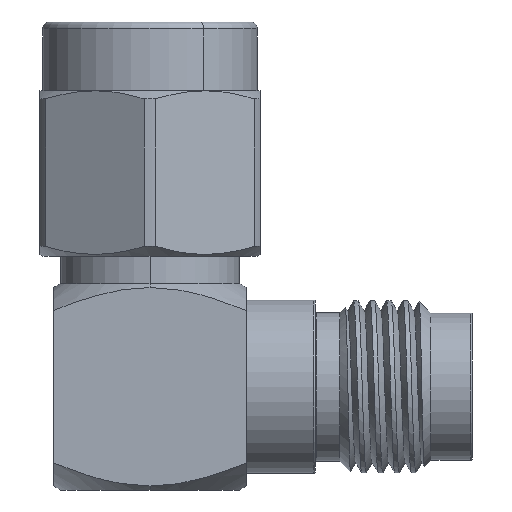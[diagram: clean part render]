
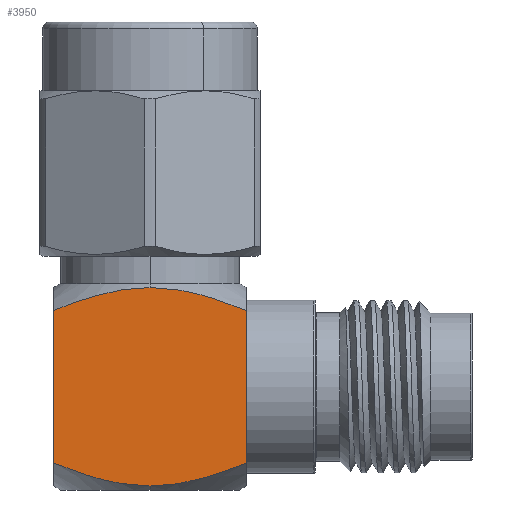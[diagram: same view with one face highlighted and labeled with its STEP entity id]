
A CAD part, left-side view. The second image highlights one B-rep face of the part: STEP entity #3950.
In plain terms, the highlighted planar face has unit normal (-1, 0, 0).
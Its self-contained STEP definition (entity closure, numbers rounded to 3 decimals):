
#25 = B_SPLINE_CURVE_WITH_KNOTS ( 'NONE', 3,
 ( #4758, #1689, #3567, #4668, #3653, #999, #1732, #2093 ),
 .UNSPECIFIED., .F., .F.,
 ( 4, 2, 2, 4 ),
 ( 0.004, 0.006, 0.006, 0.007 ),
 .UNSPECIFIED. ) ;
#129 = CARTESIAN_POINT ( 'NONE',  ( -3.5, 3.5, 10. ) ) ;
#227 = VERTEX_POINT ( 'NONE', #1915 ) ;
#264 = CARTESIAN_POINT ( 'NONE',  ( -3.5, 1.201, 7.261 ) ) ;
#287 = ORIENTED_EDGE ( 'NONE', *, *, #419, .T. ) ;
#306 = CARTESIAN_POINT ( 'NONE',  ( -3.5, 3.22, 6.633 ) ) ;
#307 = EDGE_CURVE ( 'NONE', #1445, #606, #1484, .T. ) ;
#375 = CARTESIAN_POINT ( 'NONE',  ( -3.5, 2.938, 0.759 ) ) ;
#419 = EDGE_CURVE ( 'NONE', #227, #606, #1351, .T. ) ;
#459 = CARTESIAN_POINT ( 'NONE',  ( -3.5, 0., 7.356 ) ) ;
#606 = VERTEX_POINT ( 'NONE', #2959 ) ;
#681 = CARTESIAN_POINT ( 'NONE',  ( -3.5, 3.5, 6.519 ) ) ;
#731 = CARTESIAN_POINT ( 'NONE',  ( -3.5, 2.365, 0.559 ) ) ;
#864 = CARTESIAN_POINT ( 'NONE',  ( -3.5, -0.302, 7.356 ) ) ;
#909 = ORIENTED_EDGE ( 'NONE', *, *, #307, .F. ) ;
#923 = DIRECTION ( 'NONE',  ( -1., 0., 0. ) ) ;
#999 = CARTESIAN_POINT ( 'NONE',  ( -3.5, -0.607, 0.168 ) ) ;
#1059 = CARTESIAN_POINT ( 'NONE',  ( -3.5, 2.075, 7.032 ) ) ;
#1234 = CARTESIAN_POINT ( 'NONE',  ( -3.5, -2.941, 6.747 ) ) ;
#1237 = VERTEX_POINT ( 'NONE', #3861 ) ;
#1351 = LINE ( 'NONE', #129, #2941 ) ;
#1445 = VERTEX_POINT ( 'NONE', #3416 ) ;
#1449 = CARTESIAN_POINT ( 'NONE',  ( -3.5, 2.938, 6.741 ) ) ;
#1484 = B_SPLINE_CURVE_WITH_KNOTS ( 'NONE', 3,
 ( #3394, #3834, #1567, #3062, #731, #375, #3811, #2659 ),
 .UNSPECIFIED., .F., .F.,
 ( 4, 2, 2, 4 ),
 ( 0.007, 0.009, 0.01, 0.011 ),
 .UNSPECIFIED. ) ;
#1523 = CARTESIAN_POINT ( 'NONE',  ( -3.5, -2.37, 6.954 ) ) ;
#1567 = CARTESIAN_POINT ( 'NONE',  ( -3.5, 1.201, 0.239 ) ) ;
#1655 = FACE_OUTER_BOUND ( 'NONE', #3354, .T. ) ;
#1689 = CARTESIAN_POINT ( 'NONE',  ( -3.5, -2.941, 0.753 ) ) ;
#1732 = CARTESIAN_POINT ( 'NONE',  ( -3.5, -0.302, 0.144 ) ) ;
#1768 = B_SPLINE_CURVE_WITH_KNOTS ( 'NONE', 3,
 ( #459, #864, #2298, #3451, #2375, #1523, #1234, #1896 ),
 .UNSPECIFIED., .F., .F.,
 ( 4, 2, 2, 4 ),
 ( 0.013, 0.014, 0.015, 0.016 ),
 .UNSPECIFIED. ) ;
#1774 = CARTESIAN_POINT ( 'NONE',  ( -3.5, 0., 7.356 ) ) ;
#1853 = EDGE_CURVE ( 'NONE', #4201, #1237, #4253, .T. ) ;
#1896 = CARTESIAN_POINT ( 'NONE',  ( -3.5, -3.5, 6.519 ) ) ;
#1915 = CARTESIAN_POINT ( 'NONE',  ( -3.5, 3.5, 6.519 ) ) ;
#1981 = AXIS2_PLACEMENT_3D ( 'NONE', #3174, #923, #2058 ) ;
#2020 = DIRECTION ( 'NONE',  ( 0., 0., -1. ) ) ;
#2031 = ORIENTED_EDGE ( 'NONE', *, *, #4224, .F. ) ;
#2058 = DIRECTION ( 'NONE',  ( 0., -1., 0. ) ) ;
#2093 = CARTESIAN_POINT ( 'NONE',  ( -3.5, 0., 0.144 ) ) ;
#2298 = CARTESIAN_POINT ( 'NONE',  ( -3.5, -0.607, 7.332 ) ) ;
#2375 = CARTESIAN_POINT ( 'NONE',  ( -3.5, -1.497, 7.184 ) ) ;
#2440 = CARTESIAN_POINT ( 'NONE',  ( -3.5, -3.5, 6.519 ) ) ;
#2462 = VERTEX_POINT ( 'NONE', #2745 ) ;
#2482 = VECTOR ( 'NONE', #2020, 1000. ) ;
#2659 = CARTESIAN_POINT ( 'NONE',  ( -3.5, 3.5, 0.981 ) ) ;
#2745 = CARTESIAN_POINT ( 'NONE',  ( -3.5, 0., 7.356 ) ) ;
#2840 = DIRECTION ( 'NONE',  ( 0., 0., -1. ) ) ;
#2941 = VECTOR ( 'NONE', #2840, 1000. ) ;
#2959 = CARTESIAN_POINT ( 'NONE',  ( -3.5, 3.5, 0.981 ) ) ;
#2966 = CARTESIAN_POINT ( 'NONE',  ( -3.5, 0.608, 7.356 ) ) ;
#3062 = CARTESIAN_POINT ( 'NONE',  ( -3.5, 2.075, 0.468 ) ) ;
#3085 = ORIENTED_EDGE ( 'NONE', *, *, #1853, .F. ) ;
#3174 = CARTESIAN_POINT ( 'NONE',  ( -3.5, -3.5, 10. ) ) ;
#3247 = ORIENTED_EDGE ( 'NONE', *, *, #3511, .F. ) ;
#3354 = EDGE_LOOP ( 'NONE', ( #3085, #3247, #4546, #287, #909, #2031 ) ) ;
#3394 = CARTESIAN_POINT ( 'NONE',  ( -3.5, 0., 0.144 ) ) ;
#3416 = CARTESIAN_POINT ( 'NONE',  ( -3.5, 0., 0.144 ) ) ;
#3451 = CARTESIAN_POINT ( 'NONE',  ( -3.5, -1.203, 7.246 ) ) ;
#3511 = EDGE_CURVE ( 'NONE', #2462, #4201, #1768, .T. ) ;
#3567 = CARTESIAN_POINT ( 'NONE',  ( -3.5, -2.37, 0.546 ) ) ;
#3653 = CARTESIAN_POINT ( 'NONE',  ( -3.5, -1.203, 0.254 ) ) ;
#3677 = B_SPLINE_CURVE_WITH_KNOTS ( 'NONE', 3,
 ( #681, #306, #1449, #4498, #1059, #264, #2966, #1774 ),
 .UNSPECIFIED., .F., .F.,
 ( 4, 2, 2, 4 ),
 ( 0.009, 0.01, 0.011, 0.013 ),
 .UNSPECIFIED. ) ;
#3811 = CARTESIAN_POINT ( 'NONE',  ( -3.5, 3.22, 0.867 ) ) ;
#3834 = CARTESIAN_POINT ( 'NONE',  ( -3.5, 0.608, 0.144 ) ) ;
#3861 = CARTESIAN_POINT ( 'NONE',  ( -3.5, -3.5, 0.981 ) ) ;
#3882 = CARTESIAN_POINT ( 'NONE',  ( -3.5, -3.5, 10. ) ) ;
#3921 = PLANE ( 'NONE',  #1981 ) ;
#3950 = ADVANCED_FACE ( 'NONE', ( #1655 ), #3921, .T. ) ;
#4201 = VERTEX_POINT ( 'NONE', #2440 ) ;
#4224 = EDGE_CURVE ( 'NONE', #1237, #1445, #25, .T. ) ;
#4253 = LINE ( 'NONE', #3882, #2482 ) ;
#4498 = CARTESIAN_POINT ( 'NONE',  ( -3.5, 2.365, 6.941 ) ) ;
#4546 = ORIENTED_EDGE ( 'NONE', *, *, #4717, .F. ) ;
#4668 = CARTESIAN_POINT ( 'NONE',  ( -3.5, -1.497, 0.316 ) ) ;
#4717 = EDGE_CURVE ( 'NONE', #227, #2462, #3677, .T. ) ;
#4758 = CARTESIAN_POINT ( 'NONE',  ( -3.5, -3.5, 0.981 ) ) ;
